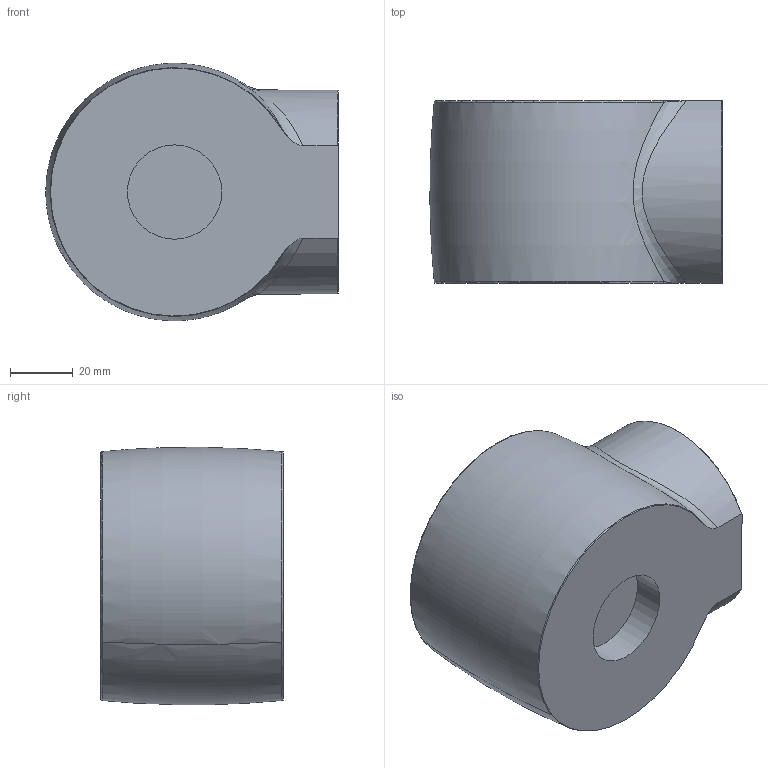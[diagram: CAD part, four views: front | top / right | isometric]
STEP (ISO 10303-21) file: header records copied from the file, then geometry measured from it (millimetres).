
FILE_DESCRIPTION (( 'STEP AP203' ), '1' );
FILE_NAME ('link5_test1_Default_sldprt.STEP', '2022-03-24T08:54:59', ( '' ), ( '' ), 'SwSTEP 2.0', 'SolidWorks 2021', '' );
FILE_SCHEMA (( 'CONFIG_CONTROL_DESIGN' ));
Length unit declared in the file: millimetre
Products named in the file (1): link5_test1_Default_sldprt
Bounding box: 92.92 x 58 x 81.85 mm (x, y, z)
Volume: 340295.9 mm3; surface area: 29039.6 mm2
Topology: 1 solids, 1 shells, 22 faces, 51 edges, 32 vertices
Faces by surface type: bspline 8, cylinder 6, torus 4, plane 4
Entity records: 1805 total; most frequent: CARTESIAN_POINT 1296, ORIENTED_EDGE 102, DIRECTION 72, EDGE_CURVE 51, AXIS2_PLACEMENT_3D 32, VERTEX_POINT 32, B_SPLINE_CURVE_WITH_KNOTS 24, EDGE_LOOP 23
